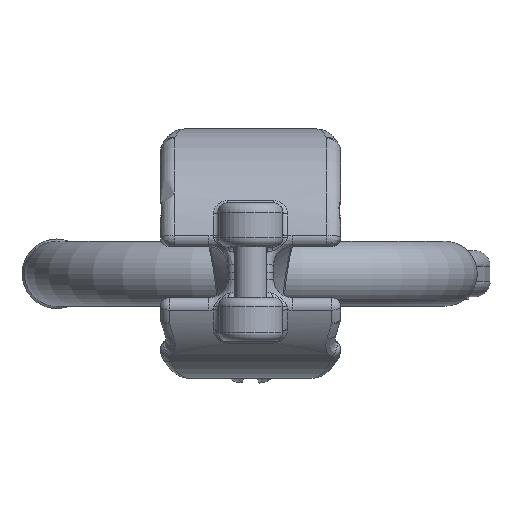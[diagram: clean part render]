
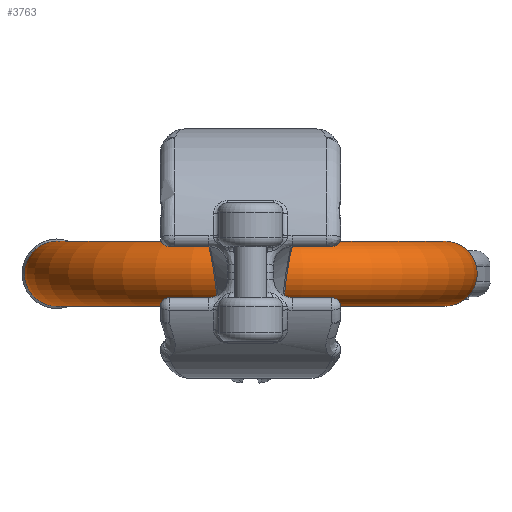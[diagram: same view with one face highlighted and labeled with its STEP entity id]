
A CAD part, front view. The second image highlights one B-rep face of the part: STEP entity #3763.
In plain terms, the highlighted toroidal (fillet/blend) face has major radius 42 mm and minor radius 7 mm.
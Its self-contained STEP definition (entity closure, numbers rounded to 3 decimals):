
#214=TOROIDAL_SURFACE('',#11160,42.,7.);
#3763=ADVANCED_FACE('',(#4065,#4066),#214,.T.);
#4065=FACE_BOUND('',#4585,.T.);
#4066=FACE_BOUND('',#4586,.T.);
#4585=EDGE_LOOP('',(#7148));
#4586=EDGE_LOOP('',(#7149));
#7148=ORIENTED_EDGE('',*,*,#9992,.T.);
#7149=ORIENTED_EDGE('',*,*,#9990,.F.);
#8592=VERTEX_POINT('',#21237);
#8594=VERTEX_POINT('',#21242);
#9990=EDGE_CURVE('',#8592,#8592,#10500,.T.);
#9992=EDGE_CURVE('',#8594,#8594,#10502,.T.);
#10500=CIRCLE('',#11156,7.);
#10502=CIRCLE('',#11159,7.);
#11156=AXIS2_PLACEMENT_3D('',#21236,#13043,#13044);
#11159=AXIS2_PLACEMENT_3D('',#21241,#13049,#13050);
#11160=AXIS2_PLACEMENT_3D('',#21243,#13051,#13052);
#13043=DIRECTION('',(0.,1.,0.));
#13044=DIRECTION('',(1.,0.,0.));
#13049=DIRECTION('',(0.,-1.,0.));
#13050=DIRECTION('',(-1.,0.,0.));
#13051=DIRECTION('',(0.,0.,-1.));
#13052=DIRECTION('',(-1.,0.,0.));
#21236=CARTESIAN_POINT('',(-42.275,-25.,0.));
#21237=CARTESIAN_POINT('',(-35.275,-25.,0.));
#21241=CARTESIAN_POINT('',(41.725,-25.,0.));
#21242=CARTESIAN_POINT('',(34.725,-25.,0.));
#21243=CARTESIAN_POINT('',(-0.275,-25.,0.));
